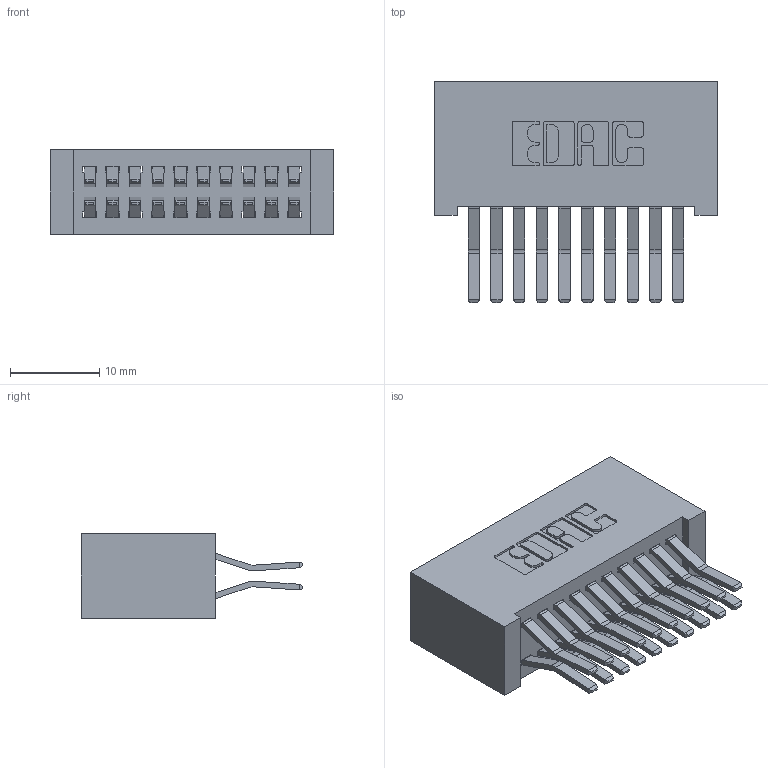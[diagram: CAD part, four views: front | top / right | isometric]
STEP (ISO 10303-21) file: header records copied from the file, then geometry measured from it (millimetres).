
FILE_DESCRIPTION (( 'STEP AP203' ), '1' );
FILE_NAME ('342-020-560-201.STEP', '2019-10-01T21:35:50', ( '' ), ( '' ), 'SwSTEP 2.0', 'SolidWorks 2016', '' );
FILE_SCHEMA (( 'CONFIG_CONTROL_DESIGN' ));
Length unit declared in the file: inch
Products named in the file (3): 342 Part_Lugless; 345-292-001_560 Tail; 342-020-560-201
Assembly tree (21 placements, depth 2):
  342-020-560-201
    342 Part_Lugless
    345-292-001_560 Tail  x20
Bounding box: 31.65 x 24.78 x 9.4 mm (x, y, z)
Volume: 3263 mm3; surface area: 5283.9 mm2
Topology: 21 solids, 21 shells, 1182 faces, 3495 edges, 2302 vertices
Faces by surface type: plane 782, cylinder 400
Entity records: 10251 total; most frequent: CARTESIAN_POINT 1734, ORIENTED_EDGE 1670, DIRECTION 1535, EDGE_CURVE 835, VECTOR 711, LINE 711, VERTEX_POINT 554, AXIS2_PLACEMENT_3D 412
